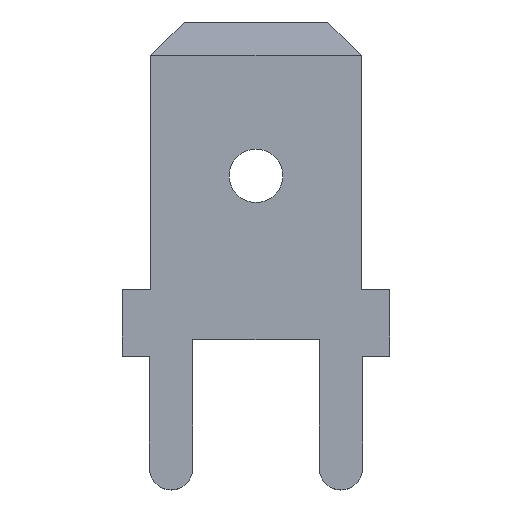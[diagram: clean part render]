
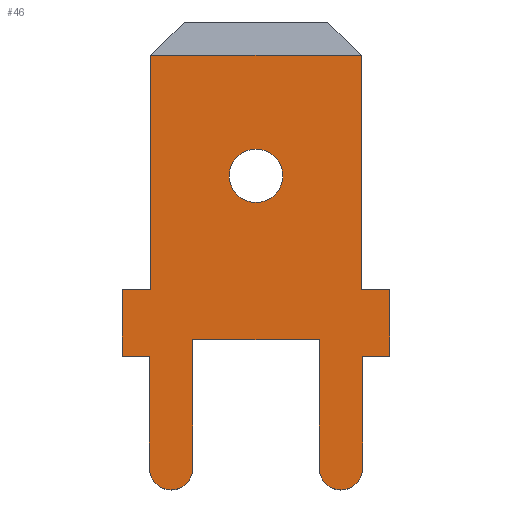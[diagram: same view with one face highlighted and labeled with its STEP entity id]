
A CAD part, top view. The second image highlights one B-rep face of the part: STEP entity #46.
In plain terms, the highlighted planar face has unit normal (0, 0, 1).
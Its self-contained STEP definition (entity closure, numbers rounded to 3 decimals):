
#46=ADVANCED_FACE('',(#71,#72),#73,.T.);
#71=FACE_OUTER_BOUND('',#121,.T.);
#72=FACE_BOUND('',#122,.T.);
#73=PLANE('',#123);
#121=EDGE_LOOP('',(#171,#172,#173,#174,#175,#176,#177,#178,#179,#180,#181,#182,#183,#184,#185,#186));
#122=EDGE_LOOP('',(#187,#188));
#123=AXIS2_PLACEMENT_3D('',#189,#190,#191);
#171=ORIENTED_EDGE('',*,*,#367,.F.);
#172=ORIENTED_EDGE('',*,*,#368,.F.);
#173=ORIENTED_EDGE('',*,*,#369,.F.);
#174=ORIENTED_EDGE('',*,*,#370,.F.);
#175=ORIENTED_EDGE('',*,*,#371,.F.);
#176=ORIENTED_EDGE('',*,*,#372,.F.);
#177=ORIENTED_EDGE('',*,*,#373,.F.);
#178=ORIENTED_EDGE('',*,*,#374,.F.);
#179=ORIENTED_EDGE('',*,*,#375,.F.);
#180=ORIENTED_EDGE('',*,*,#376,.F.);
#181=ORIENTED_EDGE('',*,*,#377,.F.);
#182=ORIENTED_EDGE('',*,*,#378,.F.);
#183=ORIENTED_EDGE('',*,*,#379,.F.);
#184=ORIENTED_EDGE('',*,*,#380,.F.);
#185=ORIENTED_EDGE('',*,*,#381,.F.);
#186=ORIENTED_EDGE('',*,*,#382,.F.);
#187=ORIENTED_EDGE('',*,*,#383,.F.);
#188=ORIENTED_EDGE('',*,*,#384,.F.);
#189=CARTESIAN_POINT('',(0.0,0.0,0.0));
#190=DIRECTION('',(0.0,0.0,1.0));
#191=DIRECTION('',(1.0,0.0,0.0));
#367=EDGE_CURVE('',#429,#430,#431,.T.);
#368=EDGE_CURVE('',#432,#429,#433,.T.);
#369=EDGE_CURVE('',#434,#432,#435,.T.);
#370=EDGE_CURVE('',#436,#434,#437,.T.);
#371=EDGE_CURVE('',#438,#436,#439,.T.);
#372=EDGE_CURVE('',#440,#438,#441,.T.);
#373=EDGE_CURVE('',#442,#440,#443,.T.);
#374=EDGE_CURVE('',#444,#442,#445,.T.);
#375=EDGE_CURVE('',#446,#444,#447,.T.);
#376=EDGE_CURVE('',#448,#446,#449,.T.);
#377=EDGE_CURVE('',#450,#448,#451,.T.);
#378=EDGE_CURVE('',#452,#450,#453,.T.);
#379=EDGE_CURVE('',#454,#452,#455,.T.);
#380=EDGE_CURVE('',#456,#454,#457,.T.);
#381=EDGE_CURVE('',#458,#456,#459,.T.);
#382=EDGE_CURVE('',#430,#458,#460,.T.);
#383=EDGE_CURVE('',#461,#462,#463,.T.);
#384=EDGE_CURVE('',#462,#461,#464,.T.);
#429=VERTEX_POINT('',#531);
#430=VERTEX_POINT('',#532);
#431=LINE('',#533,#534);
#432=VERTEX_POINT('',#535);
#433=LINE('',#536,#537);
#434=VERTEX_POINT('',#538);
#435=LINE('',#539,#540);
#436=VERTEX_POINT('',#541);
#437=LINE('',#542,#543);
#438=VERTEX_POINT('',#544);
#439=LINE('',#545,#546);
#440=VERTEX_POINT('',#547);
#441=LINE('',#548,#549);
#442=VERTEX_POINT('',#550);
#443=CIRCLE('',#551,0.65);
#444=VERTEX_POINT('',#552);
#445=LINE('',#553,#554);
#446=VERTEX_POINT('',#555);
#447=LINE('',#556,#557);
#448=VERTEX_POINT('',#558);
#449=LINE('',#559,#560);
#450=VERTEX_POINT('',#561);
#451=CIRCLE('',#562,0.65);
#452=VERTEX_POINT('',#563);
#453=LINE('',#564,#565);
#454=VERTEX_POINT('',#566);
#455=LINE('',#567,#568);
#456=VERTEX_POINT('',#569);
#457=LINE('',#570,#571);
#458=VERTEX_POINT('',#572);
#459=LINE('',#573,#574);
#460=LINE('',#575,#576);
#461=VERTEX_POINT('',#577);
#462=VERTEX_POINT('',#578);
#463=CIRCLE('',#579,0.8);
#464=CIRCLE('',#580,0.8);
#531=CARTESIAN_POINT('',(-3.15,9.0,0.0));
#532=CARTESIAN_POINT('',(3.15,9.0,0.0));
#533=CARTESIAN_POINT('',(-3.15,9.0,0.0));
#534=VECTOR('',#687,6.3);
#535=CARTESIAN_POINT('',(-3.15,2.0,0.0));
#536=CARTESIAN_POINT('',(-3.15,2.0,0.0));
#537=VECTOR('',#688,7.0);
#538=CARTESIAN_POINT('',(-4.0,2.0,0.0));
#539=CARTESIAN_POINT('',(-4.0,2.0,0.0));
#540=VECTOR('',#689,0.85);
#541=CARTESIAN_POINT('',(-4.0,0.0,0.0));
#542=CARTESIAN_POINT('',(-4.0,0.0,0.0));
#543=VECTOR('',#690,2.0);
#544=CARTESIAN_POINT('',(-3.19,0.0,0.0));
#545=CARTESIAN_POINT('',(-3.19,0.0,0.0));
#546=VECTOR('',#691,0.81);
#547=CARTESIAN_POINT('',(-3.19,-3.35,0.0));
#548=CARTESIAN_POINT('',(-3.19,-3.35,0.0));
#549=VECTOR('',#692,3.35);
#550=CARTESIAN_POINT('',(-1.89,-3.35,0.0));
#551=AXIS2_PLACEMENT_3D('',#693,#694,#695);
#552=CARTESIAN_POINT('',(-1.89,0.5,0.0));
#553=CARTESIAN_POINT('',(-1.89,0.5,0.0));
#554=VECTOR('',#696,3.85);
#555=CARTESIAN_POINT('',(1.89,0.5,0.0));
#556=CARTESIAN_POINT('',(1.89,0.5,0.0));
#557=VECTOR('',#697,3.78);
#558=CARTESIAN_POINT('',(1.89,-3.35,0.0));
#559=CARTESIAN_POINT('',(1.89,-3.35,0.0));
#560=VECTOR('',#698,3.85);
#561=CARTESIAN_POINT('',(3.19,-3.35,0.0));
#562=AXIS2_PLACEMENT_3D('',#699,#700,#701);
#563=CARTESIAN_POINT('',(3.19,0.0,0.0));
#564=CARTESIAN_POINT('',(3.19,0.0,0.0));
#565=VECTOR('',#702,3.35);
#566=CARTESIAN_POINT('',(4.0,0.0,0.0));
#567=CARTESIAN_POINT('',(4.0,0.0,0.0));
#568=VECTOR('',#703,0.81);
#569=CARTESIAN_POINT('',(4.0,2.0,0.0));
#570=CARTESIAN_POINT('',(4.0,2.0,0.0));
#571=VECTOR('',#704,2.0);
#572=CARTESIAN_POINT('',(3.15,2.0,0.0));
#573=CARTESIAN_POINT('',(3.15,2.0,0.0));
#574=VECTOR('',#705,0.85);
#575=CARTESIAN_POINT('',(3.15,9.0,0.0));
#576=VECTOR('',#706,7.0);
#577=CARTESIAN_POINT('',(0.8,5.4,0.0));
#578=CARTESIAN_POINT('',(-0.8,5.4,0.0));
#579=AXIS2_PLACEMENT_3D('',#707,#708,#709);
#580=AXIS2_PLACEMENT_3D('',#710,#711,#712);
#687=DIRECTION('',(1.0,0.0,0.0));
#688=DIRECTION('',(0.0,1.0,0.0));
#689=DIRECTION('',(1.0,0.0,0.0));
#690=DIRECTION('',(0.0,1.0,0.0));
#691=DIRECTION('',(-1.0,0.0,0.0));
#692=DIRECTION('',(0.0,1.0,0.0));
#693=CARTESIAN_POINT('',(-2.54,-3.35,0.0));
#694=DIRECTION('',(0.0,0.0,-1.0));
#695=DIRECTION('',(1.0,0.0,0.0));
#696=DIRECTION('',(0.0,-1.0,0.0));
#697=DIRECTION('',(-1.0,0.0,0.0));
#698=DIRECTION('',(0.0,1.0,0.0));
#699=CARTESIAN_POINT('',(2.54,-3.35,0.0));
#700=DIRECTION('',(0.0,0.0,-1.0));
#701=DIRECTION('',(1.0,0.0,0.0));
#702=DIRECTION('',(0.0,-1.0,0.0));
#703=DIRECTION('',(-1.0,0.0,0.0));
#704=DIRECTION('',(0.0,-1.0,0.0));
#705=DIRECTION('',(1.0,0.0,0.0));
#706=DIRECTION('',(0.0,-1.0,0.0));
#707=CARTESIAN_POINT('',(0.0,5.4,0.0));
#708=DIRECTION('',(0.0,0.0,1.0));
#709=DIRECTION('',(1.0,0.0,0.0));
#710=CARTESIAN_POINT('',(0.0,5.4,0.0));
#711=DIRECTION('',(0.0,0.0,1.0));
#712=DIRECTION('',(-1.0,0.0,0.0));
